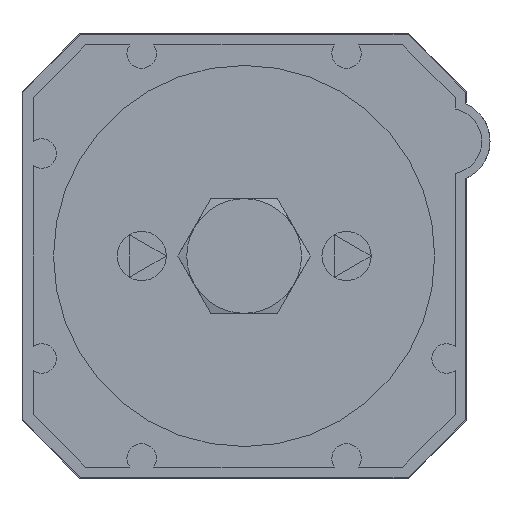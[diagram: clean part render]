
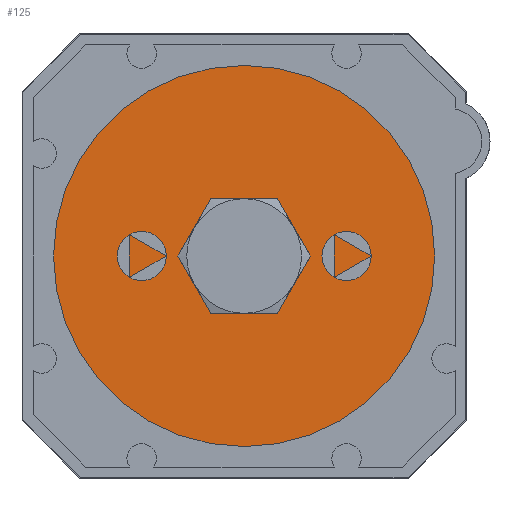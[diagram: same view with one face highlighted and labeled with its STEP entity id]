
A CAD part, front view. The second image highlights one B-rep face of the part: STEP entity #125.
In plain terms, the highlighted planar face has unit normal (0, -1, 0).
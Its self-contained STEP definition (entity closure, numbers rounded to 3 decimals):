
#125 = ADVANCED_FACE( '', ( #550, #551, #552, #553, #554, #555, #556, #557 ), #558, .F. );
#550 = FACE_BOUND( '', #1372, .T. );
#551 = FACE_BOUND( '', #1373, .T. );
#552 = FACE_BOUND( '', #1374, .T. );
#553 = FACE_BOUND( '', #1375, .T. );
#554 = FACE_OUTER_BOUND( '', #1376, .T. );
#555 = FACE_BOUND( '', #1377, .T. );
#556 = FACE_BOUND( '', #1378, .T. );
#557 = FACE_BOUND( '', #1379, .T. );
#558 = PLANE( '', #1380 );
#1372 = EDGE_LOOP( '', ( #2458, #2459 ) );
#1373 = EDGE_LOOP( '', ( #2460, #2461 ) );
#1374 = EDGE_LOOP( '', ( #2462, #2463 ) );
#1375 = EDGE_LOOP( '', ( #2464, #2465, #2466, #2467, #2468, #2469 ) );
#1376 = EDGE_LOOP( '', ( #2470 ) );
#1377 = EDGE_LOOP( '', ( #2471, #2472 ) );
#1378 = EDGE_LOOP( '', ( #2473, #2474 ) );
#1379 = EDGE_LOOP( '', ( #2475, #2476 ) );
#1380 = AXIS2_PLACEMENT_3D( '', #2477, #2478, #2479 );
#2458 = ORIENTED_EDGE( '', *, *, #4919, .T. );
#2459 = ORIENTED_EDGE( '', *, *, #4920, .F. );
#2460 = ORIENTED_EDGE( '', *, *, #4921, .T. );
#2461 = ORIENTED_EDGE( '', *, *, #4922, .F. );
#2462 = ORIENTED_EDGE( '', *, *, #4923, .T. );
#2463 = ORIENTED_EDGE( '', *, *, #4924, .F. );
#2464 = ORIENTED_EDGE( '', *, *, #4918, .T. );
#2465 = ORIENTED_EDGE( '', *, *, #4892, .T. );
#2466 = ORIENTED_EDGE( '', *, *, #4915, .T. );
#2467 = ORIENTED_EDGE( '', *, *, #4912, .T. );
#2468 = ORIENTED_EDGE( '', *, *, #4909, .T. );
#2469 = ORIENTED_EDGE( '', *, *, #4906, .T. );
#2470 = ORIENTED_EDGE( '', *, *, #4925, .F. );
#2471 = ORIENTED_EDGE( '', *, *, #4926, .T. );
#2472 = ORIENTED_EDGE( '', *, *, #4927, .F. );
#2473 = ORIENTED_EDGE( '', *, *, #4928, .T. );
#2474 = ORIENTED_EDGE( '', *, *, #4929, .F. );
#2475 = ORIENTED_EDGE( '', *, *, #4930, .T. );
#2476 = ORIENTED_EDGE( '', *, *, #4931, .F. );
#2477 = CARTESIAN_POINT( '', ( 0., -11., 0. ) );
#2478 = DIRECTION( '', ( 0., 1., 0. ) );
#2479 = DIRECTION( '', ( 0., 0., 1. ) );
#4892 = EDGE_CURVE( '', #5797, #5795, #5798, .T. );
#4906 = EDGE_CURVE( '', #5821, #5819, #5822, .T. );
#4909 = EDGE_CURVE( '', #5825, #5821, #5826, .T. );
#4912 = EDGE_CURVE( '', #5830, #5825, #5831, .T. );
#4915 = EDGE_CURVE( '', #5795, #5830, #5834, .T. );
#4918 = EDGE_CURVE( '', #5819, #5797, #5837, .T. );
#4919 = EDGE_CURVE( '', #5838, #5839, #5840, .T. );
#4920 = EDGE_CURVE( '', #5838, #5839, #5841, .T. );
#4921 = EDGE_CURVE( '', #5842, #5843, #5844, .T. );
#4922 = EDGE_CURVE( '', #5842, #5843, #5845, .T. );
#4923 = EDGE_CURVE( '', #5846, #5847, #5848, .T. );
#4924 = EDGE_CURVE( '', #5846, #5847, #5849, .T. );
#4925 = EDGE_CURVE( '', #5850, #5850, #5851, .T. );
#4926 = EDGE_CURVE( '', #5852, #5853, #5854, .T. );
#4927 = EDGE_CURVE( '', #5852, #5853, #5855, .T. );
#4928 = EDGE_CURVE( '', #5856, #5857, #5858, .T. );
#4929 = EDGE_CURVE( '', #5856, #5857, #5859, .T. );
#4930 = EDGE_CURVE( '', #5860, #5861, #5862, .T. );
#4931 = EDGE_CURVE( '', #5860, #5861, #5863, .T. );
#5795 = VERTEX_POINT( '', #7511 );
#5797 = VERTEX_POINT( '', #7514 );
#5798 = LINE( '', #7515, #7516 );
#5819 = VERTEX_POINT( '', #7557 );
#5821 = VERTEX_POINT( '', #7560 );
#5822 = LINE( '', #7561, #7562 );
#5825 = VERTEX_POINT( '', #7569 );
#5826 = LINE( '', #7570, #7571 );
#5830 = VERTEX_POINT( '', #7579 );
#5831 = LINE( '', #7580, #7581 );
#5834 = LINE( '', #7588, #7589 );
#5837 = LINE( '', #7598, #7599 );
#5838 = VERTEX_POINT( '', #7600 );
#5839 = VERTEX_POINT( '', #7601 );
#5840 = CIRCLE( '', #7602, 3. );
#5841 = LINE( '', #7603, #7604 );
#5842 = VERTEX_POINT( '', #7605 );
#5843 = VERTEX_POINT( '', #7606 );
#5844 = CIRCLE( '', #7607, 3. );
#5845 = LINE( '', #7608, #7609 );
#5846 = VERTEX_POINT( '', #7610 );
#5847 = VERTEX_POINT( '', #7611 );
#5848 = CIRCLE( '', #7612, 3. );
#5849 = LINE( '', #7613, #7614 );
#5850 = VERTEX_POINT( '', #7615 );
#5851 = CIRCLE( '', #7616, 23.25 );
#5852 = VERTEX_POINT( '', #7617 );
#5853 = VERTEX_POINT( '', #7618 );
#5854 = CIRCLE( '', #7619, 3. );
#5855 = LINE( '', #7620, #7621 );
#5856 = VERTEX_POINT( '', #7622 );
#5857 = VERTEX_POINT( '', #7623 );
#5858 = CIRCLE( '', #7624, 3. );
#5859 = LINE( '', #7625, #7626 );
#5860 = VERTEX_POINT( '', #7627 );
#5861 = VERTEX_POINT( '', #7628 );
#5862 = CIRCLE( '', #7629, 3. );
#5863 = LINE( '', #7630, #7631 );
#7511 = CARTESIAN_POINT( '', ( -4.041, -11., 7. ) );
#7514 = CARTESIAN_POINT( '', ( -8.083, -11., 0. ) );
#7515 = CARTESIAN_POINT( '', ( -8.083, -11., 0. ) );
#7516 = VECTOR( '', #9758, 1000. );
#7557 = CARTESIAN_POINT( '', ( -4.041, -11., -7. ) );
#7560 = CARTESIAN_POINT( '', ( 4.041, -11., -7. ) );
#7561 = CARTESIAN_POINT( '', ( 4.041, -11., -7. ) );
#7562 = VECTOR( '', #9779, 1000. );
#7569 = CARTESIAN_POINT( '', ( 8.083, -11., 0. ) );
#7570 = CARTESIAN_POINT( '', ( 8.083, -11., 0. ) );
#7571 = VECTOR( '', #9781, 1000. );
#7579 = CARTESIAN_POINT( '', ( 4.041, -11., 7. ) );
#7580 = CARTESIAN_POINT( '', ( 4.041, -11., 7. ) );
#7581 = VECTOR( '', #9783, 1000. );
#7588 = CARTESIAN_POINT( '', ( -4.041, -11., 7. ) );
#7589 = VECTOR( '', #9785, 1000. );
#7598 = CARTESIAN_POINT( '', ( -4.041, -11., -7. ) );
#7599 = VECTOR( '', #9786, 1000. );
#7600 = CARTESIAN_POINT( '', ( -9.5, -11., -0.002 ) );
#7601 = CARTESIAN_POINT( '', ( -13.998, -11., -2.599 ) );
#7602 = AXIS2_PLACEMENT_3D( '', #9787, #9788, #9789 );
#7603 = CARTESIAN_POINT( '', ( -9.497, -11., 0. ) );
#7604 = VECTOR( '', #9790, 1000. );
#7605 = CARTESIAN_POINT( '', ( -14., -11., -2.598 ) );
#7606 = CARTESIAN_POINT( '', ( -14., -11., 2.598 ) );
#7607 = AXIS2_PLACEMENT_3D( '', #9791, #9792, #9793 );
#7608 = CARTESIAN_POINT( '', ( -14., -11., -2.6 ) );
#7609 = VECTOR( '', #9794, 1000. );
#7610 = CARTESIAN_POINT( '', ( -13.998, -11., 2.599 ) );
#7611 = CARTESIAN_POINT( '', ( -9.5, -11., 0.002 ) );
#7612 = AXIS2_PLACEMENT_3D( '', #9795, #9796, #9797 );
#7613 = CARTESIAN_POINT( '', ( -14., -11., 2.6 ) );
#7614 = VECTOR( '', #9798, 1000. );
#7615 = CARTESIAN_POINT( '', ( 23.25, -11., 0. ) );
#7616 = AXIS2_PLACEMENT_3D( '', #9799, #9800, #9801 );
#7617 = CARTESIAN_POINT( '', ( 11.002, -11., 2.599 ) );
#7618 = CARTESIAN_POINT( '', ( 15.5, -11., 0.002 ) );
#7619 = AXIS2_PLACEMENT_3D( '', #9802, #9803, #9804 );
#7620 = CARTESIAN_POINT( '', ( 11., -11., 2.6 ) );
#7621 = VECTOR( '', #9805, 1000. );
#7622 = CARTESIAN_POINT( '', ( 11., -11., -2.598 ) );
#7623 = CARTESIAN_POINT( '', ( 11., -11., 2.598 ) );
#7624 = AXIS2_PLACEMENT_3D( '', #9806, #9807, #9808 );
#7625 = CARTESIAN_POINT( '', ( 11., -11., -2.6 ) );
#7626 = VECTOR( '', #9809, 1000. );
#7627 = CARTESIAN_POINT( '', ( 15.5, -11., -0.002 ) );
#7628 = CARTESIAN_POINT( '', ( 11.002, -11., -2.599 ) );
#7629 = AXIS2_PLACEMENT_3D( '', #9810, #9811, #9812 );
#7630 = CARTESIAN_POINT( '', ( 15.503, -11., 0. ) );
#7631 = VECTOR( '', #9813, 1000. );
#9758 = DIRECTION( '', ( 0.5, 0., 0.866 ) );
#9779 = DIRECTION( '', ( -1., 0., 0. ) );
#9781 = DIRECTION( '', ( -0.5, 0., -0.866 ) );
#9783 = DIRECTION( '', ( 0.5, 0., -0.866 ) );
#9785 = DIRECTION( '', ( 1., 0., 0. ) );
#9786 = DIRECTION( '', ( -0.5, 0., 0.866 ) );
#9787 = CARTESIAN_POINT( '', ( -12.5, -11., 0. ) );
#9788 = DIRECTION( '', ( 0., 1., 0. ) );
#9789 = DIRECTION( '', ( 1., 0., 0. ) );
#9790 = DIRECTION( '', ( -0.866, 0., -0.5 ) );
#9791 = CARTESIAN_POINT( '', ( -12.5, -11., 0. ) );
#9792 = DIRECTION( '', ( 0., 1., 0. ) );
#9793 = DIRECTION( '', ( 1., 0., 0. ) );
#9794 = DIRECTION( '', ( 0., 0., 1. ) );
#9795 = CARTESIAN_POINT( '', ( -12.5, -11., 0. ) );
#9796 = DIRECTION( '', ( 0., 1., 0. ) );
#9797 = DIRECTION( '', ( 1., 0., 0. ) );
#9798 = DIRECTION( '', ( 0.866, 0., -0.5 ) );
#9799 = CARTESIAN_POINT( '', ( 0., -11., 0. ) );
#9800 = DIRECTION( '', ( 0., 1., 0. ) );
#9801 = DIRECTION( '', ( 1., 0., 0. ) );
#9802 = CARTESIAN_POINT( '', ( 12.5, -11., 0. ) );
#9803 = DIRECTION( '', ( 0., 1., 0. ) );
#9804 = DIRECTION( '', ( 1., 0., 0. ) );
#9805 = DIRECTION( '', ( 0.866, 0., -0.5 ) );
#9806 = CARTESIAN_POINT( '', ( 12.5, -11., 0. ) );
#9807 = DIRECTION( '', ( 0., 1., 0. ) );
#9808 = DIRECTION( '', ( 1., 0., 0. ) );
#9809 = DIRECTION( '', ( 0., 0., 1. ) );
#9810 = CARTESIAN_POINT( '', ( 12.5, -11., 0. ) );
#9811 = DIRECTION( '', ( 0., 1., 0. ) );
#9812 = DIRECTION( '', ( 1., 0., 0. ) );
#9813 = DIRECTION( '', ( -0.866, 0., -0.5 ) );
